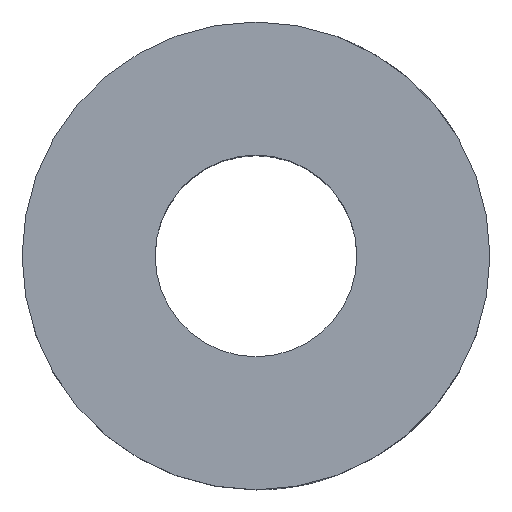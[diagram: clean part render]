
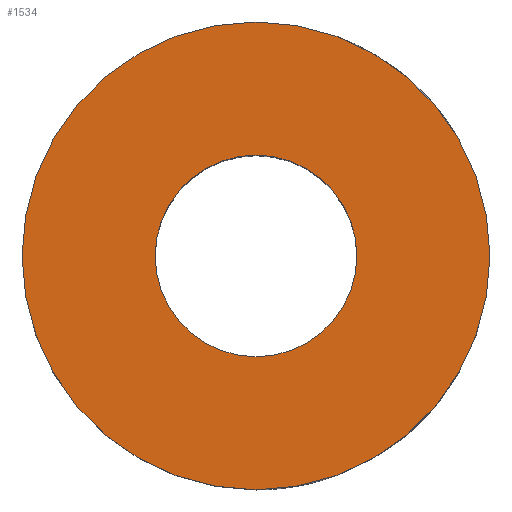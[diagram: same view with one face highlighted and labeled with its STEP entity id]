
A CAD part, top view. The second image highlights one B-rep face of the part: STEP entity #1534.
In plain terms, the highlighted planar face has unit normal (0, 0, 1).
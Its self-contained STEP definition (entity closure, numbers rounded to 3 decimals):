
#8 = ORIENTED_EDGE ( 'NONE', *, *, #368, .F. ) ;
#31 = ORIENTED_EDGE ( 'NONE', *, *, #81, .T. ) ;
#50 = EDGE_LOOP ( 'NONE', ( #31, #1506 ) ) ;
#81 = EDGE_CURVE ( 'NONE', #91, #85, #1016, .T. ) ;
#85 = VERTEX_POINT ( 'NONE', #1033 ) ;
#91 = VERTEX_POINT ( 'NONE', #362 ) ;
#203 = CIRCLE ( 'NONE', #205, 29. ) ;
#205 = AXIS2_PLACEMENT_3D ( 'NONE', #206, #207, #208 ) ;
#206 = CARTESIAN_POINT ( 'NONE',  ( 0., 0., 0. ) ) ;
#207 = DIRECTION ( 'NONE',  ( 0., 0., 1. ) ) ;
#208 = DIRECTION ( 'NONE',  ( 0., -1., 0. ) ) ;
#218 = CARTESIAN_POINT ( 'NONE',  ( 0., 12.5, 0. ) ) ;
#362 = CARTESIAN_POINT ( 'NONE',  ( 0., -29., 0. ) ) ;
#368 = EDGE_CURVE ( 'NONE', #1148, #491, #622, .T. ) ;
#491 = VERTEX_POINT ( 'NONE', #719 ) ;
#598 = EDGE_CURVE ( 'NONE', #491, #1148, #829, .T. ) ;
#622 = CIRCLE ( 'NONE', #623, 12.5 ) ;
#623 = AXIS2_PLACEMENT_3D ( 'NONE', #624, #625, #626 ) ;
#624 = CARTESIAN_POINT ( 'NONE',  ( 0., 0., 0. ) ) ;
#625 = DIRECTION ( 'NONE',  ( 0., 0., 1. ) ) ;
#626 = DIRECTION ( 'NONE',  ( 0., -1., 0. ) ) ;
#711 = FACE_BOUND ( 'NONE', #1206, .T. ) ;
#712 = FACE_OUTER_BOUND ( 'NONE', #50, .T. ) ;
#713 = PLANE ( 'NONE',  #714 ) ;
#714 = AXIS2_PLACEMENT_3D ( 'NONE', #715, #717, #718 ) ;
#715 = CARTESIAN_POINT ( 'NONE',  ( 0., 29., 0. ) ) ;
#717 = DIRECTION ( 'NONE',  ( 0., 0., -1. ) ) ;
#718 = DIRECTION ( 'NONE',  ( 0., 1., 0. ) ) ;
#719 = CARTESIAN_POINT ( 'NONE',  ( 0., -12.5, 0. ) ) ;
#829 = CIRCLE ( 'NONE', #830, 12.5 ) ;
#830 = AXIS2_PLACEMENT_3D ( 'NONE', #831, #832, #834 ) ;
#831 = CARTESIAN_POINT ( 'NONE',  ( 0., 0., 0. ) ) ;
#832 = DIRECTION ( 'NONE',  ( 0., 0., 1. ) ) ;
#834 = DIRECTION ( 'NONE',  ( 0., -1., 0. ) ) ;
#1016 = CIRCLE ( 'NONE', #1017, 29. ) ;
#1017 = AXIS2_PLACEMENT_3D ( 'NONE', #1018, #1019, #1020 ) ;
#1018 = CARTESIAN_POINT ( 'NONE',  ( 0., 0., 0. ) ) ;
#1019 = DIRECTION ( 'NONE',  ( 0., 0., 1. ) ) ;
#1020 = DIRECTION ( 'NONE',  ( 0., -1., 0. ) ) ;
#1033 = CARTESIAN_POINT ( 'NONE',  ( 0., 29., 0. ) ) ;
#1114 = EDGE_CURVE ( 'NONE', #85, #91, #203, .T. ) ;
#1148 = VERTEX_POINT ( 'NONE', #218 ) ;
#1206 = EDGE_LOOP ( 'NONE', ( #1464, #8 ) ) ;
#1464 = ORIENTED_EDGE ( 'NONE', *, *, #598, .F. ) ;
#1506 = ORIENTED_EDGE ( 'NONE', *, *, #1114, .T. ) ;
#1534 = ADVANCED_FACE ( 'NONE', ( #711, #712 ), #713, .F. ) ;
